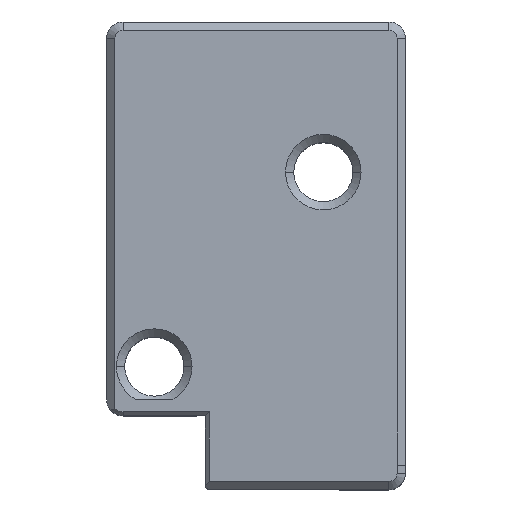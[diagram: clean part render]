
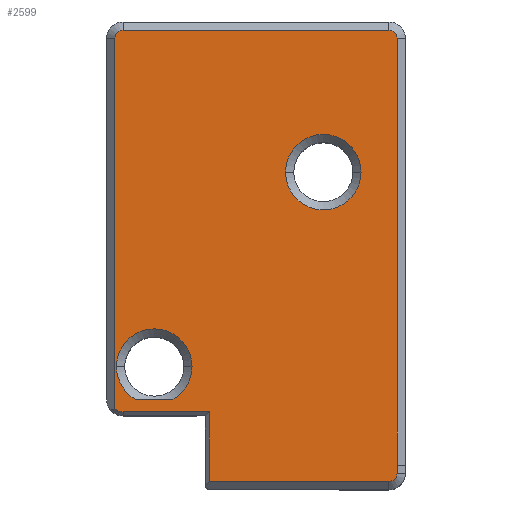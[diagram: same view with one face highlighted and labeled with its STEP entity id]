
A CAD part, top view. The second image highlights one B-rep face of the part: STEP entity #2599.
In plain terms, the highlighted planar face has unit normal (0, 0, 1).
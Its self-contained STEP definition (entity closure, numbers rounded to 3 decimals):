
#7 = CARTESIAN_POINT ( 'NONE',  ( -5.2, -9., 3. ) ) ;
#14 = VERTEX_POINT ( 'NONE', #268 ) ;
#26 = VECTOR ( 'NONE', #2422, 1000. ) ;
#43 = ORIENTED_EDGE ( 'NONE', *, *, #2666, .T. ) ;
#62 = CARTESIAN_POINT ( 'NONE',  ( -4.064, -11., 3. ) ) ;
#104 = CARTESIAN_POINT ( 'NONE',  ( -2.1, -11.75, 3. ) ) ;
#119 = EDGE_CURVE ( 'NONE', #1630, #1436, #2839, .T. ) ;
#161 = EDGE_LOOP ( 'NONE', ( #2824, #1406, #901, #1517 ) ) ;
#182 = LINE ( 'NONE', #2844, #26 ) ;
#221 = CARTESIAN_POINT ( 'NONE',  ( 9.1, -15.5, 3. ) ) ;
#226 = CARTESIAN_POINT ( 'NONE',  ( -5.2, -9., 3. ) ) ;
#228 = EDGE_CURVE ( 'NONE', #1703, #2251, #543, .T. ) ;
#243 = ORIENTED_EDGE ( 'NONE', *, *, #514, .T. ) ;
#247 = DIRECTION ( 'NONE',  ( 1., 0., 0. ) ) ;
#251 = EDGE_CURVE ( 'NONE', #1997, #2185, #485, .T. ) ;
#257 = DIRECTION ( 'NONE',  ( 0., 0., -1. ) ) ;
#268 = CARTESIAN_POINT ( 'NONE',  ( 9.1, -16., 3. ) ) ;
#273 = FACE_BOUND ( 'NONE', #390, .T. ) ;
#298 = VERTEX_POINT ( 'NONE', #759 ) ;
#300 = AXIS2_PLACEMENT_3D ( 'NONE', #2048, #1724, #408 ) ;
#302 = AXIS2_PLACEMENT_3D ( 'NONE', #860, #1114, #885 ) ;
#319 = CIRCLE ( 'NONE', #2098, 2.3 ) ;
#324 = EDGE_CURVE ( 'NONE', #2104, #1997, #497, .T. ) ;
#329 = LINE ( 'NONE', #1905, #833 ) ;
#344 = CARTESIAN_POINT ( 'NONE',  ( 9.6, 11., 3. ) ) ;
#345 = CARTESIAN_POINT ( 'NONE',  ( -7.6, -11.559, 3. ) ) ;
#370 = ORIENTED_EDGE ( 'NONE', *, *, #2187, .T. ) ;
#390 = EDGE_LOOP ( 'NONE', ( #2662, #1238 ) ) ;
#400 = ORIENTED_EDGE ( 'NONE', *, *, #444, .T. ) ;
#406 = VERTEX_POINT ( 'NONE', #345 ) ;
#408 = DIRECTION ( 'NONE',  ( 1., 0., 0. ) ) ;
#435 = DIRECTION ( 'NONE',  ( 1., 0., 0. ) ) ;
#444 = EDGE_CURVE ( 'NONE', #298, #406, #329, .T. ) ;
#452 = VERTEX_POINT ( 'NONE', #787 ) ;
#462 = CARTESIAN_POINT ( 'NONE',  ( -7.5, -9., 3. ) ) ;
#465 = ORIENTED_EDGE ( 'NONE', *, *, #1370, .T. ) ;
#485 = LINE ( 'NONE', #1629, #1489 ) ;
#497 = LINE ( 'NONE', #104, #2325 ) ;
#514 = EDGE_CURVE ( 'NONE', #14, #1688, #1958, .T. ) ;
#543 = CIRCLE ( 'NONE', #1302, 2.3 ) ;
#578 = DIRECTION ( 'NONE',  ( 0., 0., -1. ) ) ;
#582 = DIRECTION ( 'NONE',  ( 0., -1., 0. ) ) ;
#586 = EDGE_CURVE ( 'NONE', #1221, #591, #319, .T. ) ;
#591 = VERTEX_POINT ( 'NONE', #1379 ) ;
#606 = DIRECTION ( 'NONE',  ( 1., 0., 0. ) ) ;
#643 = DIRECTION ( 'NONE',  ( 0., 0., 1. ) ) ;
#667 = ORIENTED_EDGE ( 'NONE', *, *, #251, .T. ) ;
#668 = CARTESIAN_POINT ( 'NONE',  ( 5.1, 2.85, 3. ) ) ;
#682 = ORIENTED_EDGE ( 'NONE', *, *, #902, .T. ) ;
#687 = CARTESIAN_POINT ( 'NONE',  ( -7.1, 11.5, 3. ) ) ;
#688 = CARTESIAN_POINT ( 'NONE',  ( 9.6, -15., 3. ) ) ;
#696 = DIRECTION ( 'NONE',  ( 0., 0., 1. ) ) ;
#708 = VECTOR ( 'NONE', #1234, 1000. ) ;
#713 = VECTOR ( 'NONE', #751, 1000. ) ;
#751 = DIRECTION ( 'NONE',  ( 0., 1., 0. ) ) ;
#759 = CARTESIAN_POINT ( 'NONE',  ( -7.6, 11., 3. ) ) ;
#787 = CARTESIAN_POINT ( 'NONE',  ( 9.6, -15., 3. ) ) ;
#811 = AXIS2_PLACEMENT_3D ( 'NONE', #2121, #578, #2785 ) ;
#833 = VECTOR ( 'NONE', #582, 1000. ) ;
#838 = ORIENTED_EDGE ( 'NONE', *, *, #2298, .T. ) ;
#852 = LINE ( 'NONE', #1551, #2173 ) ;
#860 = CARTESIAN_POINT ( 'NONE',  ( -7.1, 11., 3. ) ) ;
#885 = DIRECTION ( 'NONE',  ( 1., 0., 0. ) ) ;
#900 = CIRCLE ( 'NONE', #302, 0.5 ) ;
#901 = ORIENTED_EDGE ( 'NONE', *, *, #2236, .T. ) ;
#902 = EDGE_CURVE ( 'NONE', #1436, #1167, #1050, .T. ) ;
#914 = FACE_OUTER_BOUND ( 'NONE', #2383, .T. ) ;
#1033 = DIRECTION ( 'NONE',  ( 0., 0., -1. ) ) ;
#1050 = LINE ( 'NONE', #1458, #2051 ) ;
#1114 = DIRECTION ( 'NONE',  ( 0., 0., 1. ) ) ;
#1119 = CARTESIAN_POINT ( 'NONE',  ( 9.1, 11., 3. ) ) ;
#1167 = VERTEX_POINT ( 'NONE', #687 ) ;
#1174 = DIRECTION ( 'NONE',  ( 1., 0., 0. ) ) ;
#1202 = AXIS2_PLACEMENT_3D ( 'NONE', #221, #643, #1545 ) ;
#1221 = VERTEX_POINT ( 'NONE', #2468 ) ;
#1234 = DIRECTION ( 'NONE',  ( 0., 1., 0. ) ) ;
#1238 = ORIENTED_EDGE ( 'NONE', *, *, #2034, .T. ) ;
#1241 = CIRCLE ( 'NONE', #2489, 0.75 ) ;
#1302 = AXIS2_PLACEMENT_3D ( 'NONE', #226, #1033, #435 ) ;
#1337 = DIRECTION ( 'NONE',  ( 0., 0., 1. ) ) ;
#1370 = EDGE_CURVE ( 'NONE', #2185, #14, #852, .T. ) ;
#1379 = CARTESIAN_POINT ( 'NONE',  ( 2.8, 2.85, 3. ) ) ;
#1380 = FACE_BOUND ( 'NONE', #161, .T. ) ;
#1392 = EDGE_CURVE ( 'NONE', #2251, #2313, #182, .T. ) ;
#1401 = CARTESIAN_POINT ( 'NONE',  ( -5.2, -9., 3. ) ) ;
#1406 = ORIENTED_EDGE ( 'NONE', *, *, #1409, .T. ) ;
#1409 = EDGE_CURVE ( 'NONE', #2313, #2229, #1649, .T. ) ;
#1436 = VERTEX_POINT ( 'NONE', #2827 ) ;
#1458 = CARTESIAN_POINT ( 'NONE',  ( -7.1, 11.5, 3. ) ) ;
#1489 = VECTOR ( 'NONE', #2695, 1000. ) ;
#1517 = ORIENTED_EDGE ( 'NONE', *, *, #228, .T. ) ;
#1545 = DIRECTION ( 'NONE',  ( 1., 0., 0. ) ) ;
#1551 = CARTESIAN_POINT ( 'NONE',  ( 0., -16., 3. ) ) ;
#1629 = CARTESIAN_POINT ( 'NONE',  ( -1.85, -16., 3. ) ) ;
#1630 = VERTEX_POINT ( 'NONE', #2312 ) ;
#1649 = CIRCLE ( 'NONE', #2020, 2.3 ) ;
#1655 = AXIS2_PLACEMENT_3D ( 'NONE', #1401, #2244, #247 ) ;
#1673 = AXIS2_PLACEMENT_3D ( 'NONE', #1119, #1337, #606 ) ;
#1688 = VERTEX_POINT ( 'NONE', #2645 ) ;
#1703 = VERTEX_POINT ( 'NONE', #2598 ) ;
#1724 = DIRECTION ( 'NONE',  ( 0., 0., 1. ) ) ;
#1743 = DIRECTION ( 'NONE',  ( 1., 0., 0. ) ) ;
#1748 = CARTESIAN_POINT ( 'NONE',  ( -7.1, -11.75, 3. ) ) ;
#1757 = CIRCLE ( 'NONE', #1655, 2.3 ) ;
#1808 = LINE ( 'NONE', #688, #713 ) ;
#1905 = CARTESIAN_POINT ( 'NONE',  ( -7.6, -11., 3. ) ) ;
#1958 = CIRCLE ( 'NONE', #1202, 0.5 ) ;
#1997 = VERTEX_POINT ( 'NONE', #2105 ) ;
#2000 = DIRECTION ( 'NONE',  ( 0., 0., -1. ) ) ;
#2020 = AXIS2_PLACEMENT_3D ( 'NONE', #7, #2000, #1743 ) ;
#2030 = ORIENTED_EDGE ( 'NONE', *, *, #324, .T. ) ;
#2034 = EDGE_CURVE ( 'NONE', #591, #1221, #2629, .T. ) ;
#2048 = CARTESIAN_POINT ( 'NONE',  ( 0., 0., 3. ) ) ;
#2051 = VECTOR ( 'NONE', #2608, 1000. ) ;
#2094 = LINE ( 'NONE', #344, #708 ) ;
#2098 = AXIS2_PLACEMENT_3D ( 'NONE', #668, #257, #2665 ) ;
#2104 = VERTEX_POINT ( 'NONE', #1748 ) ;
#2105 = CARTESIAN_POINT ( 'NONE',  ( -1.85, -11.75, 3. ) ) ;
#2121 = CARTESIAN_POINT ( 'NONE',  ( 5.1, 2.85, 3. ) ) ;
#2170 = ORIENTED_EDGE ( 'NONE', *, *, #2493, .T. ) ;
#2173 = VECTOR ( 'NONE', #2194, 1000. ) ;
#2183 = CARTESIAN_POINT ( 'NONE',  ( -7.1, -11., 3. ) ) ;
#2185 = VERTEX_POINT ( 'NONE', #2865 ) ;
#2187 = EDGE_CURVE ( 'NONE', #1167, #298, #900, .T. ) ;
#2194 = DIRECTION ( 'NONE',  ( 1., 0., 0. ) ) ;
#2229 = VERTEX_POINT ( 'NONE', #462 ) ;
#2236 = EDGE_CURVE ( 'NONE', #2229, #1703, #1757, .T. ) ;
#2244 = DIRECTION ( 'NONE',  ( 0., 0., -1. ) ) ;
#2251 = VERTEX_POINT ( 'NONE', #62 ) ;
#2298 = EDGE_CURVE ( 'NONE', #1688, #452, #1808, .T. ) ;
#2312 = CARTESIAN_POINT ( 'NONE',  ( 9.6, 11., 3. ) ) ;
#2313 = VERTEX_POINT ( 'NONE', #2459 ) ;
#2325 = VECTOR ( 'NONE', #1174, 1000. ) ;
#2383 = EDGE_LOOP ( 'NONE', ( #400, #2170, #2030, #667, #465, #243, #838, #43, #2784, #682, #370 ) ) ;
#2422 = DIRECTION ( 'NONE',  ( -1., 0., 0. ) ) ;
#2459 = CARTESIAN_POINT ( 'NONE',  ( -6.336, -11., 3. ) ) ;
#2468 = CARTESIAN_POINT ( 'NONE',  ( 7.4, 2.85, 3. ) ) ;
#2489 = AXIS2_PLACEMENT_3D ( 'NONE', #2183, #696, #2620 ) ;
#2493 = EDGE_CURVE ( 'NONE', #406, #2104, #1241, .T. ) ;
#2598 = CARTESIAN_POINT ( 'NONE',  ( -2.9, -9., 3. ) ) ;
#2599 = ADVANCED_FACE ( 'NONE', ( #914, #1380, #273 ), #2846, .T. ) ;
#2608 = DIRECTION ( 'NONE',  ( -1., 0., 0. ) ) ;
#2620 = DIRECTION ( 'NONE',  ( 1., 0., 0. ) ) ;
#2629 = CIRCLE ( 'NONE', #811, 2.3 ) ;
#2645 = CARTESIAN_POINT ( 'NONE',  ( 9.6, -15.5, 3. ) ) ;
#2662 = ORIENTED_EDGE ( 'NONE', *, *, #586, .T. ) ;
#2665 = DIRECTION ( 'NONE',  ( 1., 0., 0. ) ) ;
#2666 = EDGE_CURVE ( 'NONE', #452, #1630, #2094, .T. ) ;
#2695 = DIRECTION ( 'NONE',  ( 0., -1., 0. ) ) ;
#2784 = ORIENTED_EDGE ( 'NONE', *, *, #119, .T. ) ;
#2785 = DIRECTION ( 'NONE',  ( 1., 0., 0. ) ) ;
#2824 = ORIENTED_EDGE ( 'NONE', *, *, #1392, .T. ) ;
#2827 = CARTESIAN_POINT ( 'NONE',  ( 9.1, 11.5, 3. ) ) ;
#2839 = CIRCLE ( 'NONE', #1673, 0.5 ) ;
#2844 = CARTESIAN_POINT ( 'NONE',  ( 9.6, -11., 3. ) ) ;
#2846 = PLANE ( 'NONE',  #300 ) ;
#2865 = CARTESIAN_POINT ( 'NONE',  ( -1.85, -16., 3. ) ) ;
